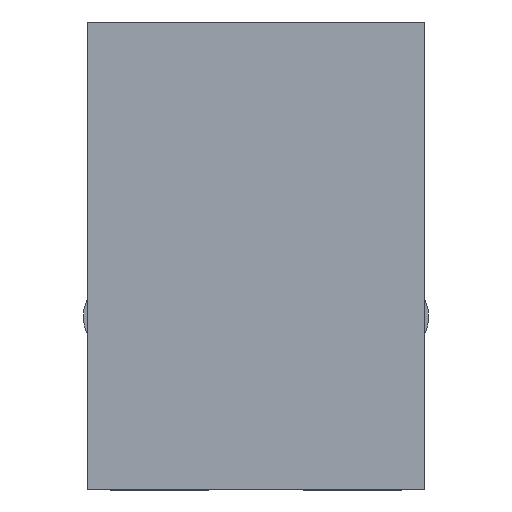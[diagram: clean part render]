
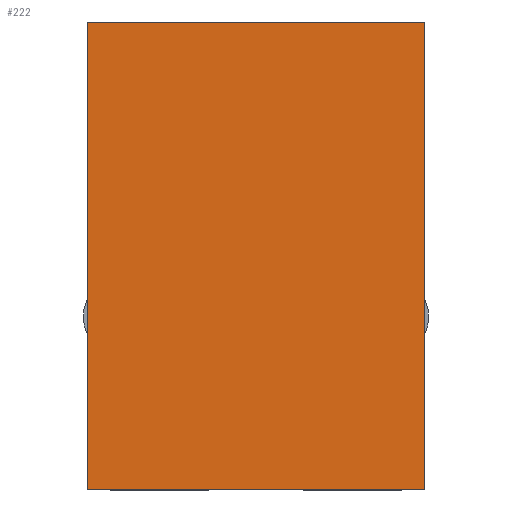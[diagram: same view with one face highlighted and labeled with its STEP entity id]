
A CAD part, top view. The second image highlights one B-rep face of the part: STEP entity #222.
In plain terms, the highlighted planar face has unit normal (0, 0, 1).
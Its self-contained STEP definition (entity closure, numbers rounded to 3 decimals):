
#222=ADVANCED_FACE('',(#912),#575,.F.);
#575=PLANE('',#7353);
#912=FACE_OUTER_BOUND('',#1283,.T.);
#1283=EDGE_LOOP('',(#2278,#2279,#2280,#2281));
#2278=ORIENTED_EDGE('',*,*,#4433,.T.);
#2279=ORIENTED_EDGE('',*,*,#4834,.F.);
#2280=ORIENTED_EDGE('',*,*,#4438,.F.);
#2281=ORIENTED_EDGE('',*,*,#4847,.F.);
#3737=VERTEX_POINT('',#9698);
#3742=VERTEX_POINT('',#9709);
#3745=VERTEX_POINT('',#9718);
#3746=VERTEX_POINT('',#9720);
#4433=EDGE_CURVE('',#3737,#3742,#5444,.T.);
#4438=EDGE_CURVE('',#3745,#3746,#5449,.T.);
#4834=EDGE_CURVE('',#3746,#3742,#5813,.T.);
#4847=EDGE_CURVE('',#3737,#3745,#5826,.T.);
#5444=LINE('',#9710,#6395);
#5449=LINE('',#9719,#6400);
#5813=LINE('',#10495,#6764);
#5826=LINE('',#10518,#6777);
#6395=VECTOR('',#7804,1.);
#6400=VECTOR('',#7811,1.);
#6764=VECTOR('',#8351,1.);
#6777=VECTOR('',#8374,1.);
#7353=AXIS2_PLACEMENT_3D('',#10543,#8400,#8401);
#7804=DIRECTION('',(0.,1.,0.));
#7811=DIRECTION('',(0.,1.,0.));
#8351=DIRECTION('',(1.,0.,0.));
#8374=DIRECTION('',(-1.,0.,0.));
#8400=DIRECTION('',(0.,0.,-1.));
#8401=DIRECTION('',(0.,1.,0.));
#9698=CARTESIAN_POINT('',(14.453,-2.808,10.77));
#9709=CARTESIAN_POINT('',(14.453,17.391,10.77));
#9710=CARTESIAN_POINT('',(14.453,-2.808,10.77));
#9718=CARTESIAN_POINT('',(-0.127,-2.808,10.77));
#9719=CARTESIAN_POINT('',(-0.127,-2.808,10.77));
#9720=CARTESIAN_POINT('',(-0.127,17.391,10.77));
#10495=CARTESIAN_POINT('',(-0.127,17.391,10.77));
#10518=CARTESIAN_POINT('',(-0.127,-2.808,10.77));
#10543=CARTESIAN_POINT('',(-0.127,-2.808,10.77));
